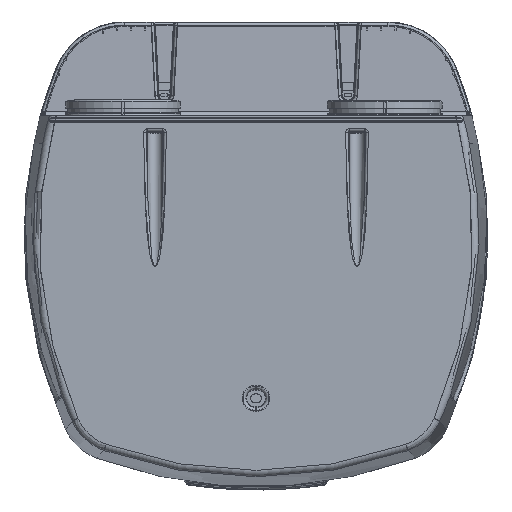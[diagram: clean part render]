
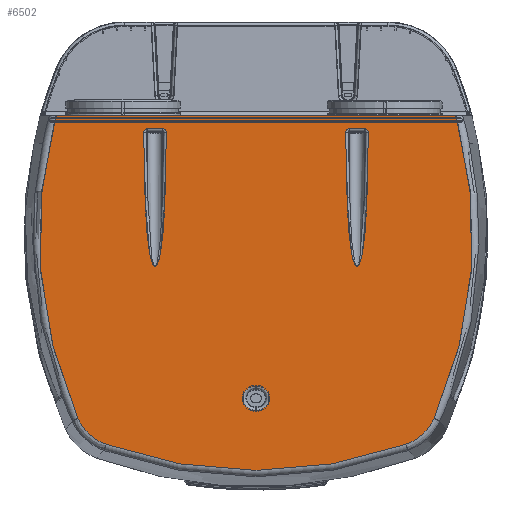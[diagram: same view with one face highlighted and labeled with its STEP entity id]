
A CAD part, top view. The second image highlights one B-rep face of the part: STEP entity #6502.
In plain terms, the highlighted planar face has unit normal (0, 0, 1).
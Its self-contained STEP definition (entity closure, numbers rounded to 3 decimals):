
#866=FACE_BOUND('',#14355,.T.);
#867=FACE_BOUND('',#14356,.T.);
#868=FACE_BOUND('',#14357,.T.);
#869=FACE_BOUND('',#14358,.T.);
#2412=ELLIPSE('',#59768,90.261,11.);
#2413=ELLIPSE('',#59769,4.062,4.);
#2414=ELLIPSE('',#59770,4.062,4.);
#2415=ELLIPSE('',#59774,4.062,4.);
#2416=ELLIPSE('',#59775,4.062,4.);
#2417=ELLIPSE('',#59776,90.261,11.);
#4167=CIRCLE('',#59766,13.);
#4168=CIRCLE('',#59767,13.);
#4169=CIRCLE('',#59771,486.007);
#4170=CIRCLE('',#59772,486.007);
#4171=CIRCLE('',#59773,486.007);
#6502=ADVANCED_FACE('',(#866,#867,#868,#869),#9959,.T.);
#9959=PLANE('',#59777);
#14355=EDGE_LOOP('',(#23108,#23109,#23110,#23111));
#14356=EDGE_LOOP('',(#23112,#23113,#23114,#23115,#23116,#23117));
#14357=EDGE_LOOP('',(#23118,#23119,#23120,#23121,#23122,#23123));
#14358=EDGE_LOOP('',(#23124,#23125,#23126,#23127,#23128,#23129));
#18691=B_SPLINE_CURVE_WITH_KNOTS('',3,(#84876,#84877,#84878,#84879,#84880,
#84881,#84882,#84883,#84884,#84885),.UNSPECIFIED.,.F.,.F.,(4,2,2,2,4),(0.,
0.25,0.5,0.75,1.),.UNSPECIFIED.);
#18692=B_SPLINE_CURVE_WITH_KNOTS('',3,(#84889,#84890,#84891,#84892,#84893,
#84894,#84895,#84896,#84897,#84898),.UNSPECIFIED.,.F.,.F.,(4,2,2,2,4),(0.,
0.25,0.5,0.75,1.),.UNSPECIFIED.);
#23108=ORIENTED_EDGE('',*,*,#46622,.T.);
#23109=ORIENTED_EDGE('',*,*,#46623,.T.);
#23110=ORIENTED_EDGE('',*,*,#46624,.T.);
#23111=ORIENTED_EDGE('',*,*,#46625,.T.);
#23112=ORIENTED_EDGE('',*,*,#46626,.T.);
#23113=ORIENTED_EDGE('',*,*,#46627,.T.);
#23114=ORIENTED_EDGE('',*,*,#46628,.T.);
#23115=ORIENTED_EDGE('',*,*,#46629,.T.);
#23116=ORIENTED_EDGE('',*,*,#46630,.T.);
#23117=ORIENTED_EDGE('',*,*,#46631,.T.);
#23118=ORIENTED_EDGE('',*,*,#45575,.T.);
#23119=ORIENTED_EDGE('',*,*,#46632,.T.);
#23120=ORIENTED_EDGE('',*,*,#46633,.T.);
#23121=ORIENTED_EDGE('',*,*,#46634,.T.);
#23122=ORIENTED_EDGE('',*,*,#46635,.F.);
#23123=ORIENTED_EDGE('',*,*,#46636,.F.);
#23124=ORIENTED_EDGE('',*,*,#46637,.F.);
#23125=ORIENTED_EDGE('',*,*,#46638,.F.);
#23126=ORIENTED_EDGE('',*,*,#46639,.F.);
#23127=ORIENTED_EDGE('',*,*,#46640,.F.);
#23128=ORIENTED_EDGE('',*,*,#46641,.F.);
#23129=ORIENTED_EDGE('',*,*,#46642,.F.);
#39875=VERTEX_POINT('',#78451);
#39876=VERTEX_POINT('',#78453);
#40757=VERTEX_POINT('',#84855);
#40758=VERTEX_POINT('',#84856);
#40759=VERTEX_POINT('',#84858);
#40760=VERTEX_POINT('',#84860);
#40761=VERTEX_POINT('',#84863);
#40762=VERTEX_POINT('',#84864);
#40763=VERTEX_POINT('',#84866);
#40764=VERTEX_POINT('',#84868);
#40765=VERTEX_POINT('',#84870);
#40766=VERTEX_POINT('',#84872);
#40767=VERTEX_POINT('',#84875);
#40768=VERTEX_POINT('',#84886);
#40769=VERTEX_POINT('',#84888);
#40770=VERTEX_POINT('',#84899);
#40771=VERTEX_POINT('',#84902);
#40772=VERTEX_POINT('',#84903);
#40773=VERTEX_POINT('',#84905);
#40774=VERTEX_POINT('',#84907);
#40775=VERTEX_POINT('',#84909);
#40776=VERTEX_POINT('',#84911);
#45575=EDGE_CURVE('',#39876,#39875,#54560,.T.);
#46622=EDGE_CURVE('',#40757,#40758,#4167,.T.);
#46623=EDGE_CURVE('',#40758,#40759,#54754,.T.);
#46624=EDGE_CURVE('',#40759,#40760,#4168,.T.);
#46625=EDGE_CURVE('',#40760,#40757,#54755,.T.);
#46626=EDGE_CURVE('',#40761,#40762,#54756,.T.);
#46627=EDGE_CURVE('',#40762,#40763,#2412,.T.);
#46628=EDGE_CURVE('',#40763,#40764,#54757,.T.);
#46629=EDGE_CURVE('',#40764,#40765,#2413,.T.);
#46630=EDGE_CURVE('',#40765,#40766,#54758,.T.);
#46631=EDGE_CURVE('',#40766,#40761,#2414,.T.);
#46632=EDGE_CURVE('',#39875,#40767,#4169,.T.);
#46633=EDGE_CURVE('',#40767,#40768,#18691,.T.);
#46634=EDGE_CURVE('',#40768,#40769,#4170,.T.);
#46635=EDGE_CURVE('',#40770,#40769,#18692,.T.);
#46636=EDGE_CURVE('',#39876,#40770,#4171,.T.);
#46637=EDGE_CURVE('',#40771,#40772,#54759,.T.);
#46638=EDGE_CURVE('',#40773,#40771,#2415,.T.);
#46639=EDGE_CURVE('',#40774,#40773,#54760,.T.);
#46640=EDGE_CURVE('',#40775,#40774,#2416,.T.);
#46641=EDGE_CURVE('',#40776,#40775,#54761,.T.);
#46642=EDGE_CURVE('',#40772,#40776,#2417,.T.);
#54560=LINE('',#78452,#56971);
#54754=LINE('',#84857,#57165);
#54755=LINE('',#84861,#57166);
#54756=LINE('',#84862,#57167);
#54757=LINE('',#84867,#57168);
#54758=LINE('',#84871,#57169);
#54759=LINE('',#84901,#57170);
#54760=LINE('',#84906,#57171);
#54761=LINE('',#84910,#57172);
#56971=VECTOR('',#64841,1.);
#57165=VECTOR('',#65743,1.);
#57166=VECTOR('',#65746,1.);
#57167=VECTOR('',#65747,1.);
#57168=VECTOR('',#65750,1.);
#57169=VECTOR('',#65753,1.);
#57170=VECTOR('',#65762,1.);
#57171=VECTOR('',#65765,1.);
#57172=VECTOR('',#65768,1.);
#59766=AXIS2_PLACEMENT_3D('',#84854,#65741,#65742);
#59767=AXIS2_PLACEMENT_3D('',#84859,#65744,#65745);
#59768=AXIS2_PLACEMENT_3D('',#84865,#65748,#65749);
#59769=AXIS2_PLACEMENT_3D('',#84869,#65751,#65752);
#59770=AXIS2_PLACEMENT_3D('',#84873,#65754,#65755);
#59771=AXIS2_PLACEMENT_3D('',#84874,#65756,#65757);
#59772=AXIS2_PLACEMENT_3D('',#84887,#65758,#65759);
#59773=AXIS2_PLACEMENT_3D('',#84900,#65760,#65761);
#59774=AXIS2_PLACEMENT_3D('',#84904,#65763,#65764);
#59775=AXIS2_PLACEMENT_3D('',#84908,#65766,#65767);
#59776=AXIS2_PLACEMENT_3D('',#84912,#65769,#65770);
#59777=AXIS2_PLACEMENT_3D('',#84913,#65771,#65772);
#64841=DIRECTION('',(-1.,0.,0.));
#65741=DIRECTION('',(0.,0.,-1.));
#65742=DIRECTION('',(-1.,0.,0.));
#65743=DIRECTION('',(1.,0.,0.));
#65744=DIRECTION('',(0.,0.,-1.));
#65745=DIRECTION('',(-1.,0.,0.));
#65746=DIRECTION('',(-1.,0.,0.));
#65747=DIRECTION('',(-0.021,-1.,0.));
#65748=DIRECTION('',(0.,0.,-1.));
#65749=DIRECTION('',(0.,-1.,0.));
#65750=DIRECTION('',(-0.021,1.,0.));
#65751=DIRECTION('',(0.,0.,-1.));
#65752=DIRECTION('',(-0.995,0.099,0.));
#65753=DIRECTION('',(1.,0.,0.));
#65754=DIRECTION('',(0.,0.,-1.));
#65755=DIRECTION('',(-0.995,-0.099,0.));
#65756=DIRECTION('',(0.,0.,1.));
#65757=DIRECTION('',(-1.,0.,0.));
#65758=DIRECTION('',(0.,0.,1.));
#65759=DIRECTION('',(-1.,0.,0.));
#65760=DIRECTION('',(0.,0.,-1.));
#65761=DIRECTION('',(1.,0.,0.));
#65762=DIRECTION('',(0.021,-1.,0.));
#65763=DIRECTION('',(0.,0.,1.));
#65764=DIRECTION('',(0.995,-0.099,0.));
#65765=DIRECTION('',(-1.,0.,0.));
#65766=DIRECTION('',(0.,0.,1.));
#65767=DIRECTION('',(0.995,0.099,0.));
#65768=DIRECTION('',(0.021,1.,0.));
#65769=DIRECTION('',(0.,0.,1.));
#65770=DIRECTION('',(0.,-1.,0.));
#65771=DIRECTION('',(0.,0.,1.));
#65772=DIRECTION('',(-1.,0.,0.));
#78451=CARTESIAN_POINT('',(-217.938,146.656,968.4));
#78452=CARTESIAN_POINT('',(-3.2,146.656,968.4));
#78453=CARTESIAN_POINT('',(217.539,146.656,968.4));
#84854=CARTESIAN_POINT('',(-1.2,-161.344,968.4));
#84855=CARTESIAN_POINT('',(-1.2,-174.344,968.4));
#84856=CARTESIAN_POINT('',(-1.2,-148.344,968.4));
#84857=CARTESIAN_POINT('',(0.8,-148.344,968.4));
#84858=CARTESIAN_POINT('',(0.8,-148.344,968.4));
#84859=CARTESIAN_POINT('',(0.8,-161.344,968.4));
#84860=CARTESIAN_POINT('',(0.8,-174.344,968.4));
#84861=CARTESIAN_POINT('',(-1.2,-174.344,968.4));
#84862=CARTESIAN_POINT('',(-100.114,22.175,968.4));
#84863=CARTESIAN_POINT('',(-97.84,128.031,968.4));
#84864=CARTESIAN_POINT('',(-99.367,56.949,968.4));
#84865=CARTESIAN_POINT('',(-110.2,72.623,968.4));
#84866=CARTESIAN_POINT('',(-121.033,56.949,968.4));
#84867=CARTESIAN_POINT('',(-119.953,6.71,968.4));
#84868=CARTESIAN_POINT('',(-122.56,128.031,968.4));
#84869=CARTESIAN_POINT('',(-118.5,128.104,968.4));
#84870=CARTESIAN_POINT('',(-118.512,132.104,968.4));
#84871=CARTESIAN_POINT('',(249.8,132.104,968.4));
#84872=CARTESIAN_POINT('',(-101.888,132.104,968.4));
#84873=CARTESIAN_POINT('',(-101.9,128.104,968.4));
#84874=CARTESIAN_POINT('',(249.8,14.656,968.4));
#84875=CARTESIAN_POINT('',(-194.077,-183.275,968.4));
#84876=CARTESIAN_POINT('',(-194.077,-183.275,968.4));
#84877=CARTESIAN_POINT('',(-192.61,-186.563,968.4));
#84878=CARTESIAN_POINT('',(-190.838,-189.647,968.4));
#84879=CARTESIAN_POINT('',(-186.705,-195.422,968.4));
#84880=CARTESIAN_POINT('',(-184.312,-198.14,968.4));
#84881=CARTESIAN_POINT('',(-179.078,-202.988,968.4));
#84882=CARTESIAN_POINT('',(-176.245,-205.126,968.4));
#84883=CARTESIAN_POINT('',(-170.149,-208.83,968.4));
#84884=CARTESIAN_POINT('',(-166.88,-210.39,968.4));
#84885=CARTESIAN_POINT('',(-163.489,-211.599,968.4));
#84886=CARTESIAN_POINT('',(-163.489,-211.599,968.4));
#84887=CARTESIAN_POINT('',(-0.2,246.156,968.4));
#84888=CARTESIAN_POINT('',(163.089,-211.599,968.4));
#84889=CARTESIAN_POINT('',(193.677,-183.275,968.4));
#84890=CARTESIAN_POINT('',(192.211,-186.563,968.4));
#84891=CARTESIAN_POINT('',(190.438,-189.647,968.4));
#84892=CARTESIAN_POINT('',(186.305,-195.422,968.4));
#84893=CARTESIAN_POINT('',(183.912,-198.14,968.4));
#84894=CARTESIAN_POINT('',(178.678,-202.988,968.4));
#84895=CARTESIAN_POINT('',(175.845,-205.126,968.4));
#84896=CARTESIAN_POINT('',(169.749,-208.83,968.4));
#84897=CARTESIAN_POINT('',(166.48,-210.39,968.4));
#84898=CARTESIAN_POINT('',(163.089,-211.599,968.4));
#84899=CARTESIAN_POINT('',(193.677,-183.275,968.4));
#84900=CARTESIAN_POINT('',(-250.2,14.656,968.4));
#84901=CARTESIAN_POINT('',(99.714,22.175,968.4));
#84902=CARTESIAN_POINT('',(97.44,128.031,968.4));
#84903=CARTESIAN_POINT('',(98.967,56.949,968.4));
#84904=CARTESIAN_POINT('',(101.5,128.104,968.4));
#84905=CARTESIAN_POINT('',(101.488,132.104,968.4));
#84906=CARTESIAN_POINT('',(-250.2,132.104,968.4));
#84907=CARTESIAN_POINT('',(118.112,132.104,968.4));
#84908=CARTESIAN_POINT('',(118.1,128.104,968.4));
#84909=CARTESIAN_POINT('',(122.16,128.031,968.4));
#84910=CARTESIAN_POINT('',(119.553,6.71,968.4));
#84911=CARTESIAN_POINT('',(120.633,56.949,968.4));
#84912=CARTESIAN_POINT('',(109.8,72.623,968.4));
#84913=CARTESIAN_POINT('',(249.8,14.656,968.4));
